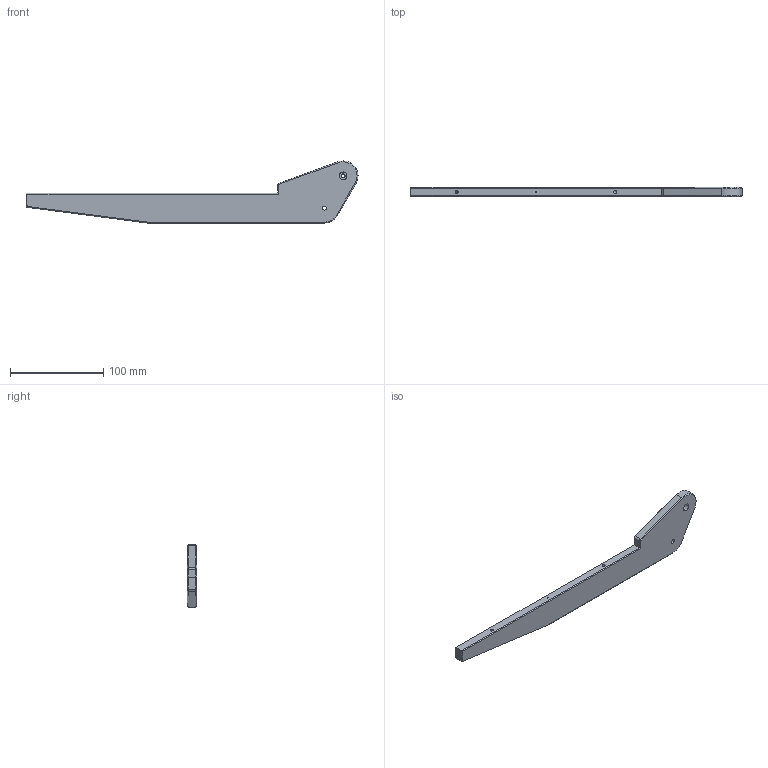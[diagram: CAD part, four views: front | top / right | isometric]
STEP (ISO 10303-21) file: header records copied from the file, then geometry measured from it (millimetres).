
FILE_DESCRIPTION (( 'STEP AP214' ), '1' );
FILE_NAME ('Lever_bottom_left.STEP', '2020-09-08T12:04:43', ( '' ), ( '' ), 'SwSTEP 2.0', 'SolidWorks 2019', '' );
FILE_SCHEMA (( 'AUTOMOTIVE_DESIGN' ));
Length unit declared in the file: millimetre
Products named in the file (1): Lever_bottom_left
Bounding box: 356 x 10 x 66.64 mm (x, y, z)
Volume: 115960.5 mm3; surface area: 30999.9 mm2
Topology: 1 solids, 1 shells, 58 faces, 135 edges, 77 vertices
Faces by surface type: plane 24, cylinder 17, cone 17
Entity records: 1713 total; most frequent: DIRECTION 293, CARTESIAN_POINT 265, ORIENTED_EDGE 258, EDGE_CURVE 129, AXIS2_PLACEMENT_3D 105, VECTOR 83, LINE 83, VERTEX_POINT 77
